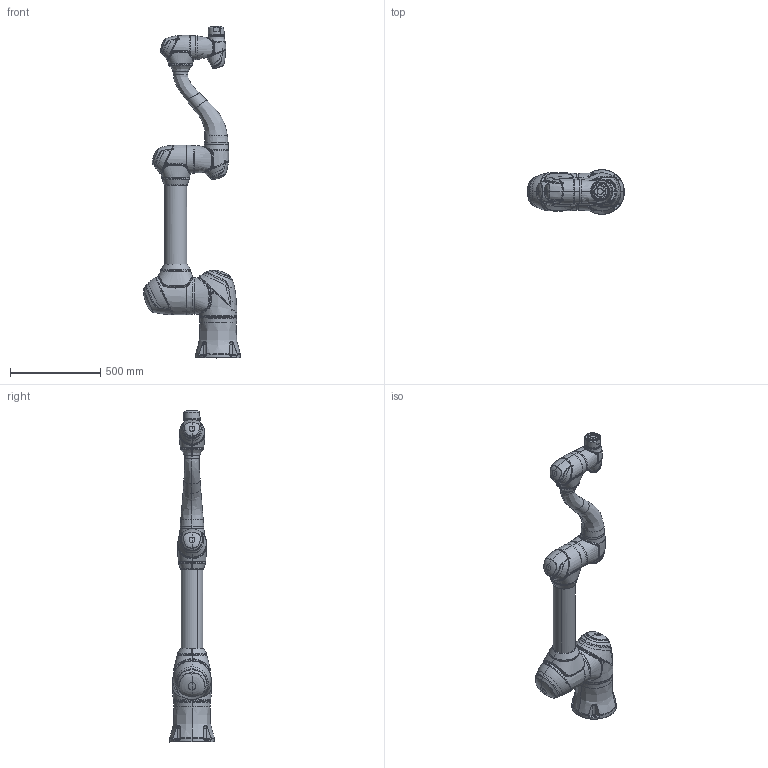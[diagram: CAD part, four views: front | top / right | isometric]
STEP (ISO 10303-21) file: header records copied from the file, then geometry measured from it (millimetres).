
FILE_DESCRIPTION(('CATIA V5 STEP Exchange'),'2;1');
FILE_NAME('Doosan_Robotics_Robot_H2515_STEP_200612.stp','2020-08-12T07:55:39+00:00',('none'),('none'),'Version 5-6 Release 2012','CATIA V5 STEP AP203','none');
FILE_SCHEMA(('CONFIG_CONTROL_DESIGN'));
Length unit declared in the file: millimetre
Products named in the file (3): H2515; LINK1_H2515; LINK2_H2515
Assembly tree (12 placements, depth 3):
  H2515
    #57
    #11487
    #35761
    #68101
    #93118
    LINK1_H2515
      #95135
      #113970
      #122005
    LINK2_H2515
      #138267
      #143946
Bounding box: 537.58 x 247.96 x 1844.3 mm (x, y, z)
Volume: 51447736.7 mm3; surface area: 1696972.5 mm2
Topology: 10 solids, 10 shells, 1147 faces, 5081 edges, 3984 vertices
Faces by surface type: bspline 953, cylinder 79, plane 70, torus 20, cone 11, sphere 8, extrusion 6
Entity records: 162574 total; most frequent: CARTESIAN_POINT 132086, ORIENTED_EDGE 10148, EDGE_CURVE 5074, B_SPLINE_CURVE_WITH_KNOTS 4770, VERTEX_POINT 3972, EDGE_LOOP 1180, ADVANCED_FACE 1147, FACE_OUTER_BOUND 1147
